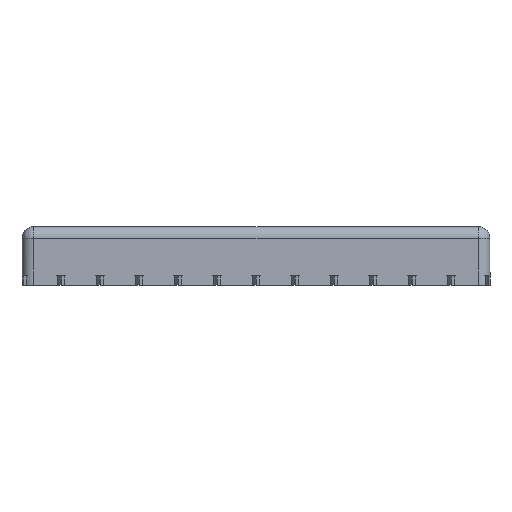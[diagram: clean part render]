
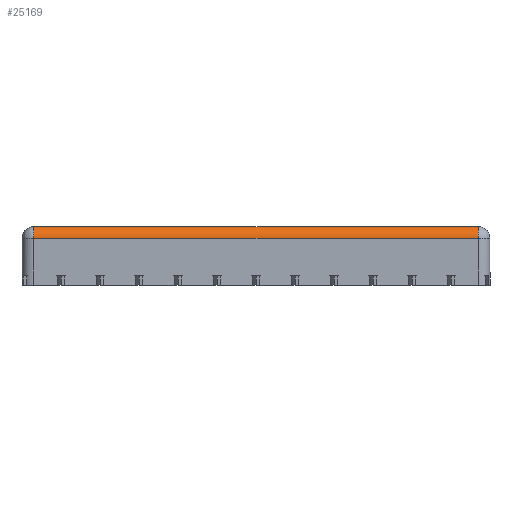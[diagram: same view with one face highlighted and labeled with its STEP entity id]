
A CAD part, left-side view. The second image highlights one B-rep face of the part: STEP entity #25169.
In plain terms, the highlighted cylindrical face has radius 1 mm (diameter 2 mm), a partial arc.
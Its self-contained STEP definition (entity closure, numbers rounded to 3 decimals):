
#1334 = DIRECTION ( 'NONE',  ( 1., 0., 0. ) ) ;
#4008 = AXIS2_PLACEMENT_3D ( 'NONE', #33258, #26894, #1334 ) ;
#4933 = CARTESIAN_POINT ( 'NONE',  ( 1., 1., 5. ) ) ;
#4960 = AXIS2_PLACEMENT_3D ( 'NONE', #29382, #26095, #25605 ) ;
#7000 = ORIENTED_EDGE ( 'NONE', *, *, #40861, .T. ) ;
#10039 = VERTEX_POINT ( 'NONE', #35114 ) ;
#11246 = VERTEX_POINT ( 'NONE', #39597 ) ;
#12296 = CYLINDRICAL_SURFACE ( 'NONE', #36413, 1. ) ;
#13409 = EDGE_CURVE ( 'NONE', #32213, #34508, #18691, .T. ) ;
#13852 = CIRCLE ( 'NONE', #4008, 1. ) ;
#14651 = ORIENTED_EDGE ( 'NONE', *, *, #18412, .T. ) ;
#15069 = EDGE_CURVE ( 'NONE', #10039, #11246, #23343, .T. ) ;
#15116 = DIRECTION ( 'NONE',  ( 0., -1., 0. ) ) ;
#16699 = DIRECTION ( 'NONE',  ( 0., 1., 0. ) ) ;
#16848 = VECTOR ( 'NONE', #15116, 1000. ) ;
#18412 = EDGE_CURVE ( 'NONE', #32213, #11246, #35963, .T. ) ;
#18487 = VECTOR ( 'NONE', #16699, 1000. ) ;
#18691 = LINE ( 'NONE', #22938, #16848 ) ;
#22938 = CARTESIAN_POINT ( 'NONE',  ( 1., 0., 5. ) ) ;
#23343 = LINE ( 'NONE', #45565, #18487 ) ;
#25169 = ADVANCED_FACE ( 'NONE', ( #30961 ), #12296, .T. ) ;
#25605 = DIRECTION ( 'NONE',  ( 1., 0., 0. ) ) ;
#26095 = DIRECTION ( 'NONE',  ( 0., -1., 0. ) ) ;
#26747 = CARTESIAN_POINT ( 'NONE',  ( 1., 0., 4. ) ) ;
#26894 = DIRECTION ( 'NONE',  ( 0., 1., 0. ) ) ;
#26976 = DIRECTION ( 'NONE',  ( 1., 0., 0. ) ) ;
#27627 = EDGE_LOOP ( 'NONE', ( #28684, #14651, #29591, #7000 ) ) ;
#28684 = ORIENTED_EDGE ( 'NONE', *, *, #13409, .F. ) ;
#29382 = CARTESIAN_POINT ( 'NONE',  ( 1., 39., 4. ) ) ;
#29591 = ORIENTED_EDGE ( 'NONE', *, *, #15069, .F. ) ;
#30961 = FACE_OUTER_BOUND ( 'NONE', #27627, .T. ) ;
#32213 = VERTEX_POINT ( 'NONE', #33029 ) ;
#33029 = CARTESIAN_POINT ( 'NONE',  ( 1., 39., 5. ) ) ;
#33258 = CARTESIAN_POINT ( 'NONE',  ( 1., 1., 4. ) ) ;
#34508 = VERTEX_POINT ( 'NONE', #4933 ) ;
#35114 = CARTESIAN_POINT ( 'NONE',  ( 0., 1., 4. ) ) ;
#35963 = CIRCLE ( 'NONE', #4960, 1. ) ;
#36413 = AXIS2_PLACEMENT_3D ( 'NONE', #26747, #45390, #26976 ) ;
#39597 = CARTESIAN_POINT ( 'NONE',  ( 0., 39., 4. ) ) ;
#40861 = EDGE_CURVE ( 'NONE', #10039, #34508, #13852, .T. ) ;
#45390 = DIRECTION ( 'NONE',  ( 0., -1., 0. ) ) ;
#45565 = CARTESIAN_POINT ( 'NONE',  ( 0., 0., 4. ) ) ;
